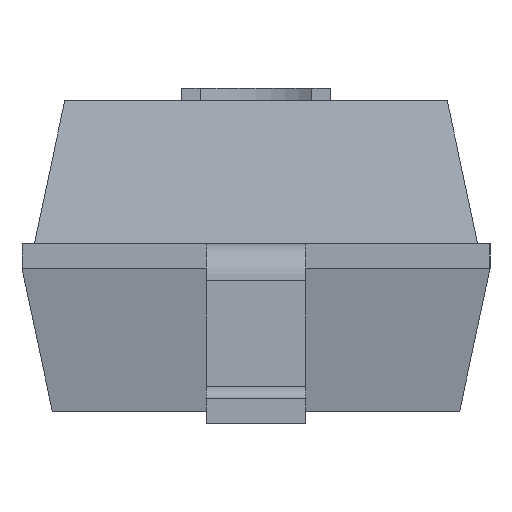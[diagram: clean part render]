
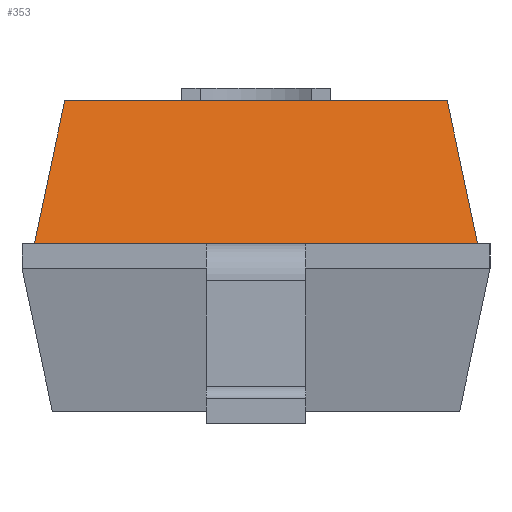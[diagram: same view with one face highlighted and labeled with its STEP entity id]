
A CAD part, left-side view. The second image highlights one B-rep face of the part: STEP entity #353.
In plain terms, the highlighted free-form (B-spline) face has degree [1, 1] with [2, 2] control points.
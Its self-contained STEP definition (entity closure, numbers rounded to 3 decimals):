
#57=VECTOR('',#58,1.);
#58=DIRECTION('',(0.,-1.,0.));
#187=VERTEX_POINT('',#188);
#188=CARTESIAN_POINT('',(-3.2,1.785,1.45));
#220=VERTEX_POINT('',#221);
#221=CARTESIAN_POINT('',(-3.2,-1.785,1.45));
#233=EDGE_CURVE('',#187,#220,#234,.T.);
#234=LINE('',#188,#57);
#242=EDGE_CURVE('',#187,#243,#245,.T.);
#243=VERTEX_POINT('',#244);
#244=CARTESIAN_POINT('',(-2.956,1.541,2.6));
#245=B_SPLINE_CURVE_WITH_KNOTS('',1,(#188,#244),.UNSPECIFIED.,.F.,.F.,(2,2),(0.,1.),.PIECEWISE_BEZIER_KNOTS.);
#256=VERTEX_POINT('',#257);
#257=CARTESIAN_POINT('',(-2.956,-1.541,2.6));
#259=ORIENTED_EDGE('',*,*,#260,.F.);
#260=EDGE_CURVE('',#243,#256,#261,.T.);
#261=LINE('',#244,#57);
#350=EDGE_CURVE('',#220,#256,#351,.T.);
#351=B_SPLINE_CURVE_WITH_KNOTS('',1,(#221,#257),.UNSPECIFIED.,.F.,.F.,(2,2),(0.,1.),.PIECEWISE_BEZIER_KNOTS.);
#353=ADVANCED_FACE('',(#354),#359,.T.);
#354=FACE_BOUND('',#355,.T.);
#355=EDGE_LOOP('',(#356,#357,#259,#358));
#356=ORIENTED_EDGE('',*,*,#233,.T.);
#357=ORIENTED_EDGE('',*,*,#350,.T.);
#358=ORIENTED_EDGE('',*,*,#242,.F.);
#359=B_SPLINE_SURFACE_WITH_KNOTS('',1,1,((#188,#244),(#221,#257)),.UNSPECIFIED.,.F.,.F.,.F.,(2,2),(2,2),(0.,3.57),(0.,1.),.PIECEWISE_BEZIER_KNOTS.);
